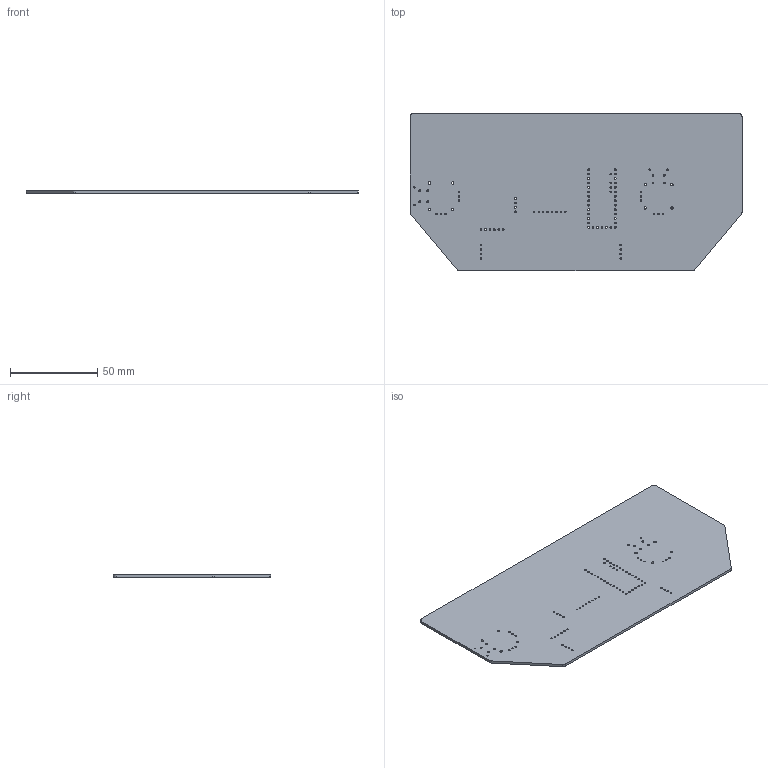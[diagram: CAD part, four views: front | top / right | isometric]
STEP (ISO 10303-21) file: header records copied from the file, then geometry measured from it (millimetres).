
FILE_DESCRIPTION(/* description */ (''),/* implementation_level */ '2;1');
FILE_NAME(/* name */ 'Controller_V002 v10.step',/* time_stamp */ '2020-08-01T12:33:07+02:00',/* author */ (''),/* organization */ (''),/* preprocessor_version */ 'ST-DEVELOPER v18.1',/* originating_system */ 'Autodesk Translation Framework v9.3.0.1241',/* authorisation */ '');
FILE_SCHEMA (('AUTOMOTIVE_DESIGN { 1 0 10303 214 3 1 1 }'));
Length unit declared in the file: millimetre
Products named in the file (1): Controller_V002
Bounding box: 190 x 90 x 1.5 mm (x, y, z)
Volume: 24182.6 mm3; surface area: 33471.8 mm2
Topology: 1 solids, 1 shells, 109 faces, 321 edges, 214 vertices
Faces by surface type: cylinder 101, plane 8
Full cylindrical faces by diameter (mm): 0.8 x8, 0.813 x4, 0.889 x12, 0.965 x37, 1 x6, 1.016 x12, 1.1 x8, 1.397 x8
Entity records: 4173 total; most frequent: DIRECTION 743, CARTESIAN_POINT 645, ORIENTED_EDGE 642, EDGE_CURVE 321, AXIS2_PLACEMENT_3D 312, EDGE_LOOP 299, VERTEX_POINT 214, CIRCLE 202
